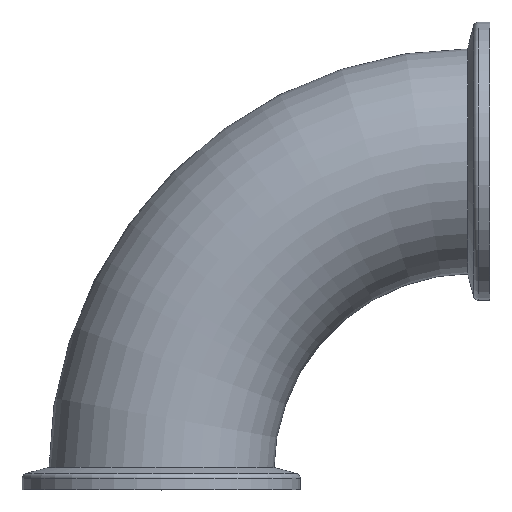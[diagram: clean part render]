
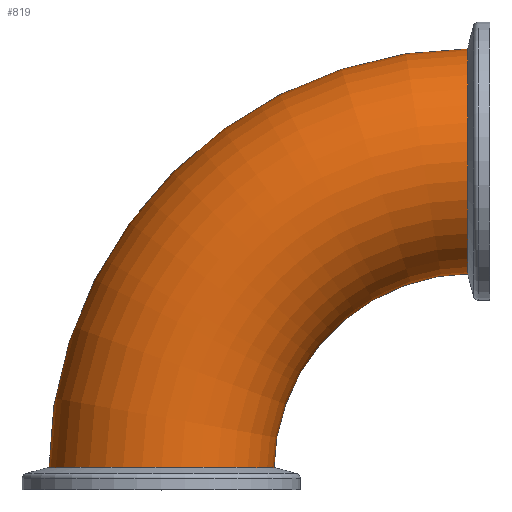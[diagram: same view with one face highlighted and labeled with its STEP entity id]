
A CAD part, top view. The second image highlights one B-rep face of the part: STEP entity #819.
In plain terms, the highlighted toroidal (fillet/blend) face has major radius 61.5 mm and minor radius 22.25 mm.
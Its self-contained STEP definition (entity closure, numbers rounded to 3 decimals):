
#43 = DIRECTION ( 'NONE',  ( 0., 0., 1. ) ) ;
#53 = DIRECTION ( 'NONE',  ( 1., 0., 0. ) ) ;
#59 = CARTESIAN_POINT ( 'NONE',  ( 61.5, 3.5, 0. ) ) ;
#91 = CARTESIAN_POINT ( 'NONE',  ( 61.5, 87.25, 0. ) ) ;
#102 = CIRCLE ( 'NONE', #860, 22.25 ) ;
#177 = AXIS2_PLACEMENT_3D ( 'NONE', #203, #219, #232 ) ;
#203 = CARTESIAN_POINT ( 'NONE',  ( 61.5, 3.5, 0. ) ) ;
#219 = DIRECTION ( 'NONE',  ( 0., 0., 1. ) ) ;
#232 = DIRECTION ( 'NONE',  ( 1., 0., 0. ) ) ;
#238 = ORIENTED_EDGE ( 'NONE', *, *, #1335, .T. ) ;
#250 = EDGE_LOOP ( 'NONE', ( #291, #238, #310, #915 ) ) ;
#275 = EDGE_CURVE ( 'NONE', #1253, #1509, #1148, .T. ) ;
#291 = ORIENTED_EDGE ( 'NONE', *, *, #401, .F. ) ;
#310 = ORIENTED_EDGE ( 'NONE', *, *, #275, .T. ) ;
#354 = EDGE_CURVE ( 'NONE', #1396, #1509, #1369, .T. ) ;
#401 = EDGE_CURVE ( 'NONE', #1502, #1396, #102, .T. ) ;
#450 = CARTESIAN_POINT ( 'NONE',  ( 61.5, 3.5, 0. ) ) ;
#575 = DIRECTION ( 'NONE',  ( 1., 0., 0. ) ) ;
#579 = CARTESIAN_POINT ( 'NONE',  ( 61.5, 42.75, 0. ) ) ;
#580 = DIRECTION ( 'NONE',  ( 0., 0., 1. ) ) ;
#628 = CARTESIAN_POINT ( 'NONE',  ( 61.5, 65., 0. ) ) ;
#633 = DIRECTION ( 'NONE',  ( 1., 0., 0. ) ) ;
#661 = TOROIDAL_SURFACE ( 'NONE', #951, 61.5, 22.25 ) ;
#680 = DIRECTION ( 'NONE',  ( 0., 0., 1. ) ) ;
#803 = FACE_OUTER_BOUND ( 'NONE', #250, .T. ) ;
#819 = ADVANCED_FACE ( 'NONE', ( #803 ), #661, .T. ) ;
#860 = AXIS2_PLACEMENT_3D ( 'NONE', #628, #633, #680 ) ;
#902 = CIRCLE ( 'NONE', #1333, 83.75 ) ;
#915 = ORIENTED_EDGE ( 'NONE', *, *, #354, .F. ) ;
#951 = AXIS2_PLACEMENT_3D ( 'NONE', #450, #580, #575 ) ;
#1123 = CARTESIAN_POINT ( 'NONE',  ( 22.25, 3.5, 0. ) ) ;
#1148 = CIRCLE ( 'NONE', #1205, 22.25 ) ;
#1205 = AXIS2_PLACEMENT_3D ( 'NONE', #1357, #1331, #1430 ) ;
#1253 = VERTEX_POINT ( 'NONE', #1471 ) ;
#1331 = DIRECTION ( 'NONE',  ( 0., 1., 0. ) ) ;
#1333 = AXIS2_PLACEMENT_3D ( 'NONE', #59, #43, #53 ) ;
#1335 = EDGE_CURVE ( 'NONE', #1502, #1253, #902, .T. ) ;
#1357 = CARTESIAN_POINT ( 'NONE',  ( 0., 3.5, 0. ) ) ;
#1369 = CIRCLE ( 'NONE', #177, 39.25 ) ;
#1396 = VERTEX_POINT ( 'NONE', #579 ) ;
#1430 = DIRECTION ( 'NONE',  ( 0., 0., 1. ) ) ;
#1471 = CARTESIAN_POINT ( 'NONE',  ( -22.25, 3.5, 0. ) ) ;
#1502 = VERTEX_POINT ( 'NONE', #91 ) ;
#1509 = VERTEX_POINT ( 'NONE', #1123 ) ;
